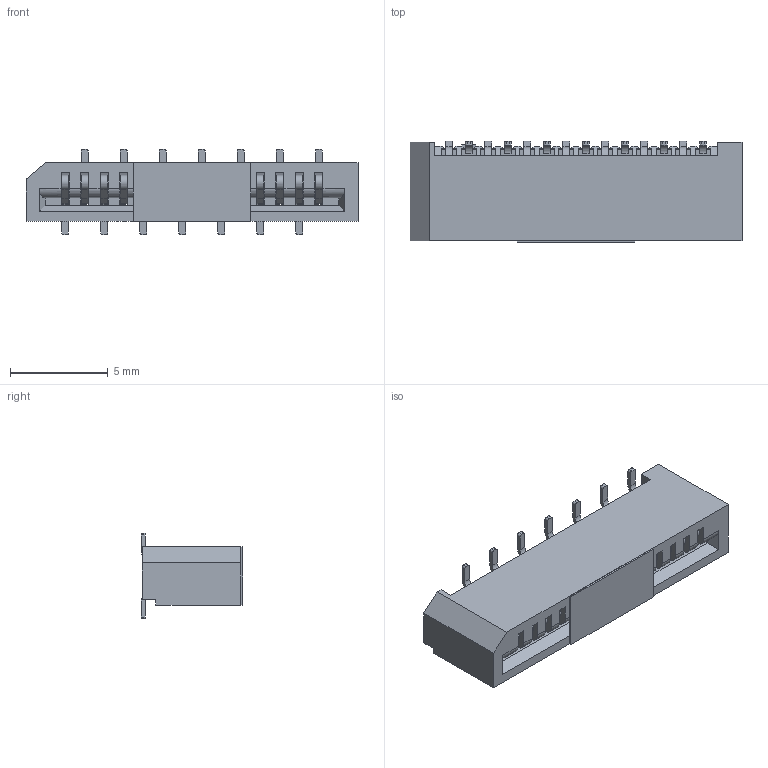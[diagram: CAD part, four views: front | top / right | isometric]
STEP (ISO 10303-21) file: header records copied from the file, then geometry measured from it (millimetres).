
FILE_DESCRIPTION(/* description */ ('Unknown'),/* implementation_level */ '2;1');
FILE_NAME(/* name */ '686114188822',/* time_stamp */ '2019-06-18T17:53:44+02:00',/* author */ ('Unknown'),/* organization */ ('Unknown'),/* preprocessor_version */ 'ST-DEVELOPER v16.7',/* originating_system */ 'DEX',/* authorisation */ $);
FILE_SCHEMA (('AUTOMOTIVE_DESIGN {1 0 10303 214 3 1 1}'));
Length unit declared in the file: millimetre
Products named in the file (5): 6861xx188822; 686114188822; 6861xx188822_Pin1; 6861xx188822_Pin2; 6861xx188822_Mylar2
Assembly tree (16 placements, depth 2):
  6861xx188822
    686114188822
    6861xx188822_Pin1  x7
    6861xx188822_Pin2  x7
    6861xx188822_Mylar2
Bounding box: 17 x 5.2 x 4.4 mm (x, y, z)
Volume: 187.7 mm3; surface area: 767.9 mm2
Topology: 16 solids, 16 shells, 1068 faces, 3157 edges, 2094 vertices
Faces by surface type: plane 801, cylinder 267
Entity records: 14618 total; most frequent: ORIENTED_EDGE 2618, CARTESIAN_POINT 2616, DIRECTION 2289, EDGE_CURVE 1309, LINE 1203, VECTOR 1203, VERTEX_POINT 870, AXIS2_PLACEMENT_3D 543
